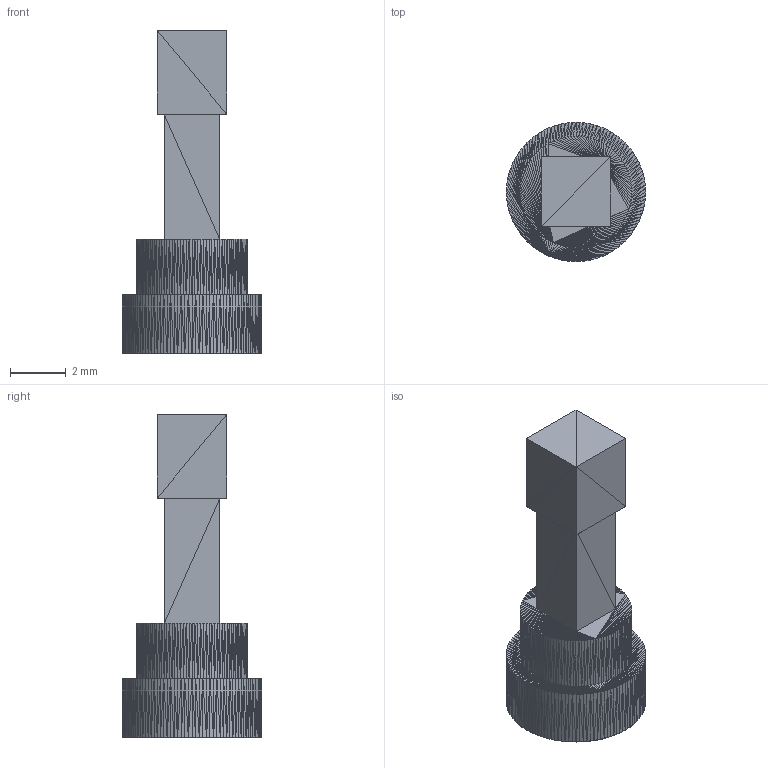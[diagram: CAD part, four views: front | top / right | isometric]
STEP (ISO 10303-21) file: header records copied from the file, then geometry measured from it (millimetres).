
FILE_DESCRIPTION(/* description */ (''),/* implementation_level */ '2;1');
FILE_NAME(/* name */ 'TP_Extension_Red_t460s_h10.5_md0.5_pcb1.6.step',/* time_stamp */ '2024-06-21T15:39:04-06:00',/* author */ (''),/* organization */ (''),/* preprocessor_version */ 'ST-DEVELOPER v20',/* originating_system */ 'Autodesk Translation Framework v13.14.0.145',/* authorisation */ '');
FILE_SCHEMA (('AUTOMOTIVE_DESIGN { 1 0 10303 214 3 1 1 }'));
Length unit declared in the file: millimetre
Products named in the file (1): (Unsaved)
Bounding box: 5 x 5 x 11.6 mm (x, y, z)
Volume: 86.4 mm3; surface area: 195.7 mm2
Topology: 1 solids, 1 shells, 1004 faces, 1506 edges, 504 vertices
Faces by surface type: plane 1004
Entity records: 19630 total; most frequent: DIRECTION 3516, CARTESIAN_POINT 3015, ORIENTED_EDGE 3012, LINE 1506, VECTOR 1506, EDGE_CURVE 1506, AXIS2_PLACEMENT_3D 1005, FACE_OUTER_BOUND 1004
